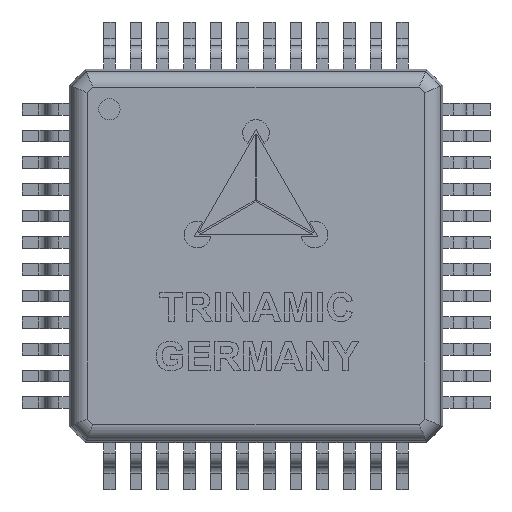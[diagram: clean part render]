
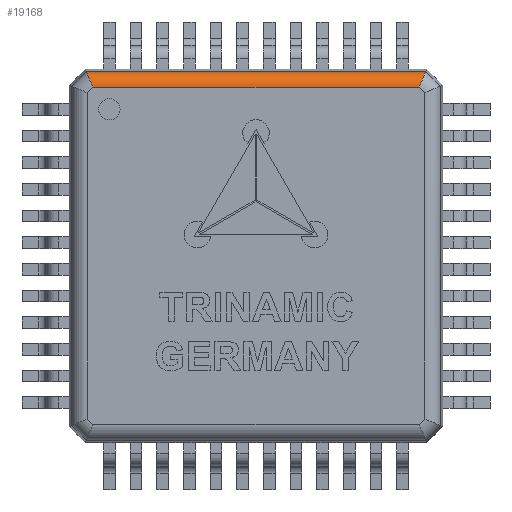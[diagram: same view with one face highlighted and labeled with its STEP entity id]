
A CAD part, top view. The second image highlights one B-rep face of the part: STEP entity #19168.
In plain terms, the highlighted cylindrical face has radius 0.3 mm (diameter 0.6 mm), a partial arc.
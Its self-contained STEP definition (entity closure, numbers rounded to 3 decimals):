
#24=ELLIPSE('',#20511,0.325,0.3);
#25=ELLIPSE('',#20513,0.325,0.3);
#236=CYLINDRICAL_SURFACE('',#20512,0.3);
#2476=FACE_OUTER_BOUND('',#3496,.T.);
#3496=EDGE_LOOP('',(#17248,#17249,#17250,#17251));
#4088=LINE('',#27884,#6216);
#5624=LINE('',#31775,#7752);
#6216=VECTOR('',#21479,10.);
#7752=VECTOR('',#25265,10.);
#8243=VERTEX_POINT('',#27881);
#8244=VERTEX_POINT('',#27883);
#9473=VERTEX_POINT('',#31769);
#9474=VERTEX_POINT('',#31773);
#10180=EDGE_CURVE('',#8244,#8243,#4088,.T.);
#12117=EDGE_CURVE('',#8244,#9473,#24,.T.);
#12119=EDGE_CURVE('',#8243,#9474,#25,.T.);
#12120=EDGE_CURVE('',#9474,#9473,#5624,.T.);
#17248=ORIENTED_EDGE('',*,*,#10180,.T.);
#17249=ORIENTED_EDGE('',*,*,#12119,.T.);
#17250=ORIENTED_EDGE('',*,*,#12120,.T.);
#17251=ORIENTED_EDGE('',*,*,#12117,.F.);
#19168=ADVANCED_FACE('',(#2476),#236,.T.);
#20511=AXIS2_PLACEMENT_3D('',#31770,#25258,#25259);
#20512=AXIS2_PLACEMENT_3D('',#31772,#25261,#25262);
#20513=AXIS2_PLACEMENT_3D('',#31774,#25263,#25264);
#21479=DIRECTION('',(1.,0.,0.));
#25258=DIRECTION('center_axis',(-0.924,-0.383,0.));
#25259=DIRECTION('ref_axis',(-0.383,0.924,0.));
#25261=DIRECTION('center_axis',(-1.,0.,0.));
#25262=DIRECTION('ref_axis',(0.,0.629,0.777));
#25263=DIRECTION('center_axis',(-0.924,0.383,0.));
#25264=DIRECTION('ref_axis',(0.383,0.924,0.));
#25265=DIRECTION('',(-1.,0.,0.));
#27881=CARTESIAN_POINT('',(3.061,3.164,1.2));
#27883=CARTESIAN_POINT('',(-3.061,3.164,1.2));
#27884=CARTESIAN_POINT('',(1.6,3.164,1.2));
#31769=CARTESIAN_POINT('',(-3.182,3.457,0.962));
#31770=CARTESIAN_POINT('Origin',(-3.061,3.164,0.9));
#31772=CARTESIAN_POINT('Origin',(1.6,3.164,0.9));
#31773=CARTESIAN_POINT('',(3.182,3.457,0.962));
#31774=CARTESIAN_POINT('Origin',(3.061,3.164,0.9));
#31775=CARTESIAN_POINT('',(1.6,3.457,0.962));
